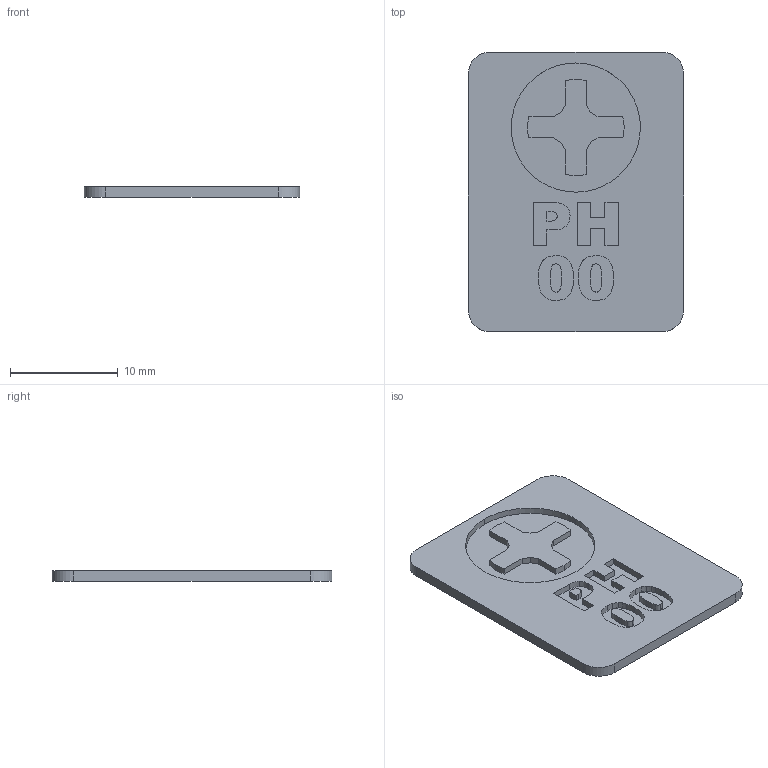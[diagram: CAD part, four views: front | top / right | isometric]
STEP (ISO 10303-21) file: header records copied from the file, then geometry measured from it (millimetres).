
FILE_DESCRIPTION(/* description */ (''),/* implementation_level */ '2;1');
FILE_NAME(/* name */ 'PH 00 body.step',/* time_stamp */ '2023-03-31T17:55:03+02:00',/* author */ (''),/* organization */ (''),/* preprocessor_version */ 'ST-DEVELOPER v19.2',/* originating_system */ 'Autodesk Translation Framework v11.17.0.187',/* authorisation */ '');
FILE_SCHEMA (('AUTOMOTIVE_DESIGN { 1 0 10303 214 3 1 1 }'));
Length unit declared in the file: millimetre
Products named in the file (1): PH 00 body
Bounding box: 20 x 26 x 1 mm (x, y, z)
Volume: 445.5 mm3; surface area: 1209.2 mm2
Topology: 1 solids, 1 shells, 119 faces, 324 edges, 216 vertices
Faces by surface type: bspline 64, plane 51, cylinder 4
Entity records: 4271 total; most frequent: CARTESIAN_POINT 1684, ORIENTED_EDGE 648, EDGE_CURVE 324, DIRECTION 316, VERTEX_POINT 216, LINE 188, VECTOR 188, EDGE_LOOP 128
